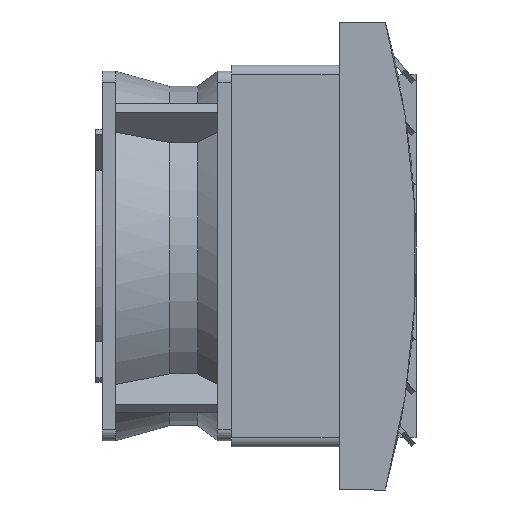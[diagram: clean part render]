
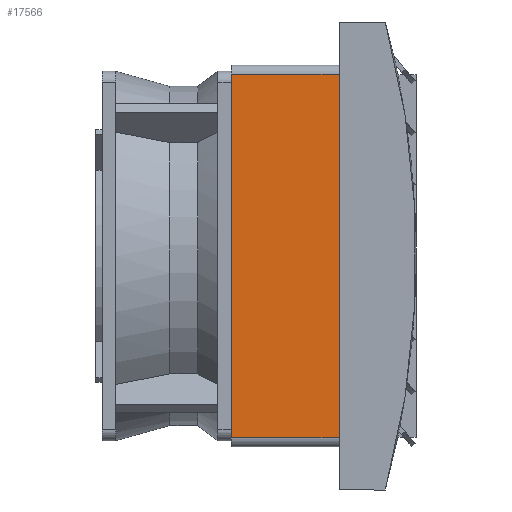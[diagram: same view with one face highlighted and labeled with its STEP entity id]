
A CAD part, left-side view. The second image highlights one B-rep face of the part: STEP entity #17566.
In plain terms, the highlighted planar face has unit normal (-1, 0, 0).
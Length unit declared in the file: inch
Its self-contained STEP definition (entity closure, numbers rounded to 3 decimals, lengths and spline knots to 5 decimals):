
#538 = CARTESIAN_POINT ( 'NONE',  ( -2.44094, 1.37795, 0. ) ) ;
#1159 = CARTESIAN_POINT ( 'NONE',  ( -2.44094, 0., 2.32283 ) ) ;
#1431 = ORIENTED_EDGE ( 'NONE', *, *, #2389, .T. ) ;
#1476 = ORIENTED_EDGE ( 'NONE', *, *, #10669, .T. ) ;
#2389 = EDGE_CURVE ( 'NONE', #14511, #9844, #14519, .T. ) ;
#3779 = PLANE ( 'NONE',  #17229 ) ;
#4460 = CARTESIAN_POINT ( 'NONE',  ( -2.44094, 0., 0. ) ) ;
#5457 = CARTESIAN_POINT ( 'NONE',  ( -2.44094, 0., 2.32283 ) ) ;
#5878 = EDGE_CURVE ( 'NONE', #10753, #17729, #9065, .T. ) ;
#6673 = CARTESIAN_POINT ( 'NONE',  ( -2.44094, 0., -2.32283 ) ) ;
#6972 = CARTESIAN_POINT ( 'NONE',  ( -2.44094, 1.37795, 2.32283 ) ) ;
#7990 = LINE ( 'NONE', #13307, #18319 ) ;
#8157 = VECTOR ( 'NONE', #11742, 39.37008 ) ;
#8293 = LINE ( 'NONE', #1159, #13669 ) ;
#8585 = EDGE_LOOP ( 'NONE', ( #13947, #14983, #1431, #1476 ) ) ;
#9065 = LINE ( 'NONE', #4460, #8157 ) ;
#9225 = EDGE_CURVE ( 'NONE', #17729, #14511, #8293, .T. ) ;
#9844 = VERTEX_POINT ( 'NONE', #13250 ) ;
#10200 = FACE_OUTER_BOUND ( 'NONE', #8585, .T. ) ;
#10669 = EDGE_CURVE ( 'NONE', #9844, #10753, #7990, .T. ) ;
#10753 = VERTEX_POINT ( 'NONE', #6673 ) ;
#11742 = DIRECTION ( 'NONE',  ( 0., 0., 1. ) ) ;
#11919 = DIRECTION ( 'NONE',  ( 0., 0., -1. ) ) ;
#12327 = DIRECTION ( 'NONE',  ( -1., 0., 0. ) ) ;
#13250 = CARTESIAN_POINT ( 'NONE',  ( -2.44094, 1.37795, -2.32283 ) ) ;
#13307 = CARTESIAN_POINT ( 'NONE',  ( -2.44094, 0., -2.32283 ) ) ;
#13669 = VECTOR ( 'NONE', #15606, 39.37008 ) ;
#13825 = CARTESIAN_POINT ( 'NONE',  ( -2.44094, 0., 0. ) ) ;
#13862 = VECTOR ( 'NONE', #11919, 39.37008 ) ;
#13947 = ORIENTED_EDGE ( 'NONE', *, *, #5878, .T. ) ;
#14511 = VERTEX_POINT ( 'NONE', #6972 ) ;
#14519 = LINE ( 'NONE', #538, #13862 ) ;
#14765 = DIRECTION ( 'NONE',  ( 0., -1., 0. ) ) ;
#14983 = ORIENTED_EDGE ( 'NONE', *, *, #9225, .T. ) ;
#15212 = DIRECTION ( 'NONE',  ( 0., 0., 1. ) ) ;
#15606 = DIRECTION ( 'NONE',  ( 0., 1., 0. ) ) ;
#17229 = AXIS2_PLACEMENT_3D ( 'NONE', #13825, #12327, #15212 ) ;
#17566 = ADVANCED_FACE ( 'NONE', ( #10200 ), #3779, .T. ) ;
#17729 = VERTEX_POINT ( 'NONE', #5457 ) ;
#18319 = VECTOR ( 'NONE', #14765, 39.37008 ) ;
